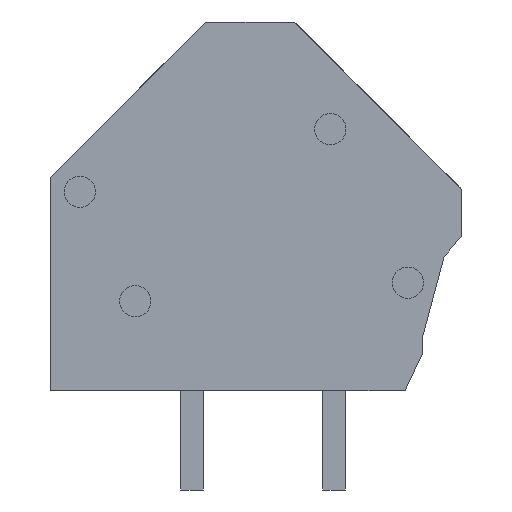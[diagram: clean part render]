
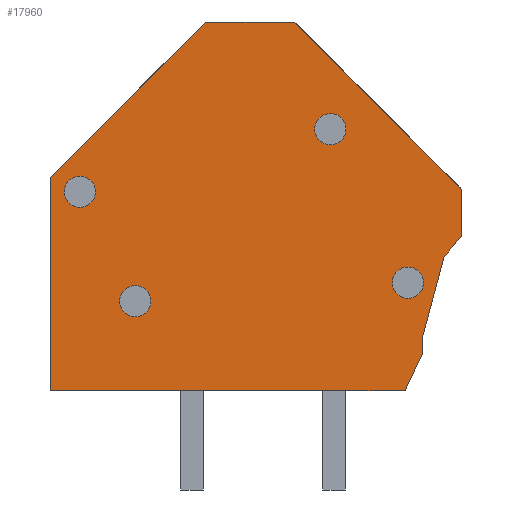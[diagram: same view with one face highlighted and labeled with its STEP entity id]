
A CAD part, left-side view. The second image highlights one B-rep face of the part: STEP entity #17960.
In plain terms, the highlighted planar face has unit normal (-1, 0, 0).
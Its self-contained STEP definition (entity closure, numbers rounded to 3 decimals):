
#17873=AXIS2_PLACEMENT_3D('Plane Axis2P3D',#17870,#17871,#17872) ;
#17890=AXIS2_PLACEMENT_3D('Circle Axis2P3D',#17888,#17889,$) ;
#17899=AXIS2_PLACEMENT_3D('Circle Axis2P3D',#17897,#17898,$) ;
#17908=AXIS2_PLACEMENT_3D('Circle Axis2P3D',#17906,#17907,$) ;
#17917=AXIS2_PLACEMENT_3D('Circle Axis2P3D',#17915,#17916,$) ;
#17926=AXIS2_PLACEMENT_3D('Circle Axis2P3D',#17924,#17925,$) ;
#17935=AXIS2_PLACEMENT_3D('Circle Axis2P3D',#17933,#17934,$) ;
#17944=AXIS2_PLACEMENT_3D('Circle Axis2P3D',#17942,#17943,$) ;
#17953=AXIS2_PLACEMENT_3D('Circle Axis2P3D',#17951,#17952,$) ;
#17545=CARTESIAN_POINT('Vertex',(0.7,2.,3.5)) ;
#17559=CARTESIAN_POINT('Vertex',(0.7,1.37,4.85)) ;
#17562=CARTESIAN_POINT('Line Origine',(0.7,1.685,4.175)) ;
#17590=CARTESIAN_POINT('Vertex',(0.7,1.37,5.45)) ;
#17593=CARTESIAN_POINT('Line Origine',(0.7,1.37,5.15)) ;
#17621=CARTESIAN_POINT('Vertex',(0.7,0.634,8.2)) ;
#17624=CARTESIAN_POINT('Line Origine',(0.7,1.002,6.825)) ;
#17652=CARTESIAN_POINT('Vertex',(0.7,0.,8.953)) ;
#17655=CARTESIAN_POINT('Line Origine',(0.7,0.317,8.577)) ;
#17683=CARTESIAN_POINT('Vertex',(0.7,0.,10.58)) ;
#17686=CARTESIAN_POINT('Line Origine',(0.7,0.,9.766)) ;
#17714=CARTESIAN_POINT('Vertex',(0.7,5.898,16.478)) ;
#17717=CARTESIAN_POINT('Line Origine',(0.7,2.949,13.529)) ;
#17745=CARTESIAN_POINT('Vertex',(0.7,9.022,16.478)) ;
#17748=CARTESIAN_POINT('Line Origine',(0.7,7.46,16.478)) ;
#17776=CARTESIAN_POINT('Vertex',(0.7,14.5,11.)) ;
#17779=CARTESIAN_POINT('Line Origine',(0.7,11.761,13.739)) ;
#17807=CARTESIAN_POINT('Vertex',(0.7,14.5,3.5)) ;
#17810=CARTESIAN_POINT('Line Origine',(0.7,14.5,7.25)) ;
#17838=CARTESIAN_POINT('Vertex',(0.7,12.7,3.5)) ;
#17841=CARTESIAN_POINT('Line Origine',(0.7,13.6,3.5)) ;
#17858=CARTESIAN_POINT('Line Origine',(0.7,7.35,3.5)) ;
#17870=CARTESIAN_POINT('Axis2P3D Location',(0.7,0.,0.)) ;
#17888=CARTESIAN_POINT('Axis2P3D Location',(0.7,13.45,10.5)) ;
#17892=CARTESIAN_POINT('Vertex',(0.7,12.9,10.5)) ;
#17894=CARTESIAN_POINT('Vertex',(0.7,14.,10.5)) ;
#17897=CARTESIAN_POINT('Axis2P3D Location',(0.7,13.45,10.5)) ;
#17906=CARTESIAN_POINT('Axis2P3D Location',(0.7,4.632,12.707)) ;
#17910=CARTESIAN_POINT('Vertex',(0.7,4.082,12.707)) ;
#17912=CARTESIAN_POINT('Vertex',(0.7,5.182,12.707)) ;
#17915=CARTESIAN_POINT('Axis2P3D Location',(0.7,4.632,12.707)) ;
#17924=CARTESIAN_POINT('Axis2P3D Location',(0.7,11.5,6.65)) ;
#17928=CARTESIAN_POINT('Vertex',(0.7,10.95,6.65)) ;
#17930=CARTESIAN_POINT('Vertex',(0.7,12.05,6.65)) ;
#17933=CARTESIAN_POINT('Axis2P3D Location',(0.7,11.5,6.65)) ;
#17942=CARTESIAN_POINT('Axis2P3D Location',(0.7,1.9,7.3)) ;
#17946=CARTESIAN_POINT('Vertex',(0.7,1.35,7.3)) ;
#17948=CARTESIAN_POINT('Vertex',(0.7,2.45,7.3)) ;
#17951=CARTESIAN_POINT('Axis2P3D Location',(0.7,1.9,7.3)) ;
#17563=DIRECTION('Vector Direction',(0.,-0.423,0.906)) ;
#17594=DIRECTION('Vector Direction',(0.,0.,1.)) ;
#17625=DIRECTION('Vector Direction',(0.,-0.259,0.966)) ;
#17656=DIRECTION('Vector Direction',(0.,-0.644,0.765)) ;
#17687=DIRECTION('Vector Direction',(0.,0.,-1.)) ;
#17718=DIRECTION('Vector Direction',(0.,0.707,0.707)) ;
#17749=DIRECTION('Vector Direction',(0.,-1.,0.)) ;
#17780=DIRECTION('Vector Direction',(0.,-0.707,0.707)) ;
#17811=DIRECTION('Vector Direction',(0.,0.,-1.)) ;
#17842=DIRECTION('Vector Direction',(0.,-1.,0.)) ;
#17859=DIRECTION('Vector Direction',(0.,-1.,0.)) ;
#17871=DIRECTION('Axis2P3D Direction',(-1.,0.,0.)) ;
#17872=DIRECTION('Axis2P3D XDirection',(0.,-1.,0.)) ;
#17889=DIRECTION('Axis2P3D Direction',(-1.,0.,0.)) ;
#17898=DIRECTION('Axis2P3D Direction',(-1.,0.,0.)) ;
#17907=DIRECTION('Axis2P3D Direction',(-1.,0.,0.)) ;
#17916=DIRECTION('Axis2P3D Direction',(-1.,0.,0.)) ;
#17925=DIRECTION('Axis2P3D Direction',(-1.,0.,0.)) ;
#17934=DIRECTION('Axis2P3D Direction',(-1.,0.,0.)) ;
#17943=DIRECTION('Axis2P3D Direction',(-1.,0.,0.)) ;
#17952=DIRECTION('Axis2P3D Direction',(-1.,0.,0.)) ;
#17564=VECTOR('Line Direction',#17563,1.) ;
#17595=VECTOR('Line Direction',#17594,1.) ;
#17626=VECTOR('Line Direction',#17625,1.) ;
#17657=VECTOR('Line Direction',#17656,1.) ;
#17688=VECTOR('Line Direction',#17687,1.) ;
#17719=VECTOR('Line Direction',#17718,1.) ;
#17750=VECTOR('Line Direction',#17749,1.) ;
#17781=VECTOR('Line Direction',#17780,1.) ;
#17812=VECTOR('Line Direction',#17811,1.) ;
#17843=VECTOR('Line Direction',#17842,1.) ;
#17860=VECTOR('Line Direction',#17859,1.) ;
#17876=ORIENTED_EDGE('',*,*,#17566,.T.) ;
#17877=ORIENTED_EDGE('',*,*,#17597,.T.) ;
#17878=ORIENTED_EDGE('',*,*,#17628,.T.) ;
#17879=ORIENTED_EDGE('',*,*,#17659,.T.) ;
#17880=ORIENTED_EDGE('',*,*,#17690,.T.) ;
#17881=ORIENTED_EDGE('',*,*,#17721,.T.) ;
#17882=ORIENTED_EDGE('',*,*,#17752,.T.) ;
#17883=ORIENTED_EDGE('',*,*,#17783,.T.) ;
#17884=ORIENTED_EDGE('',*,*,#17814,.T.) ;
#17885=ORIENTED_EDGE('',*,*,#17845,.T.) ;
#17886=ORIENTED_EDGE('',*,*,#17862,.T.) ;
#17903=ORIENTED_EDGE('',*,*,#17896,.F.) ;
#17904=ORIENTED_EDGE('',*,*,#17901,.F.) ;
#17921=ORIENTED_EDGE('',*,*,#17914,.F.) ;
#17922=ORIENTED_EDGE('',*,*,#17919,.F.) ;
#17939=ORIENTED_EDGE('',*,*,#17932,.F.) ;
#17940=ORIENTED_EDGE('',*,*,#17937,.F.) ;
#17957=ORIENTED_EDGE('',*,*,#17950,.F.) ;
#17958=ORIENTED_EDGE('',*,*,#17955,.F.) ;
#17905=FACE_BOUND('',#17902,.T.) ;
#17923=FACE_BOUND('',#17920,.T.) ;
#17941=FACE_BOUND('',#17938,.T.) ;
#17959=FACE_BOUND('',#17956,.T.) ;
#17960=ADVANCED_FACE('End plate_LMZF.1\\Hauptkoerper',(#17887,#17905,#17923,#17941,#17959),#17874,.T.) ;
#17891=CIRCLE('generated circle',#17890,0.55) ;
#17900=CIRCLE('generated circle',#17899,0.55) ;
#17909=CIRCLE('generated circle',#17908,0.55) ;
#17918=CIRCLE('generated circle',#17917,0.55) ;
#17927=CIRCLE('generated circle',#17926,0.55) ;
#17936=CIRCLE('generated circle',#17935,0.55) ;
#17945=CIRCLE('generated circle',#17944,0.55) ;
#17954=CIRCLE('generated circle',#17953,0.55) ;
#17566=EDGE_CURVE('',#17546,#17560,#17565,.T.) ;
#17597=EDGE_CURVE('',#17560,#17591,#17596,.T.) ;
#17628=EDGE_CURVE('',#17591,#17622,#17627,.T.) ;
#17659=EDGE_CURVE('',#17622,#17653,#17658,.T.) ;
#17690=EDGE_CURVE('',#17653,#17684,#17689,.F.) ;
#17721=EDGE_CURVE('',#17684,#17715,#17720,.T.) ;
#17752=EDGE_CURVE('',#17715,#17746,#17751,.F.) ;
#17783=EDGE_CURVE('',#17746,#17777,#17782,.F.) ;
#17814=EDGE_CURVE('',#17777,#17808,#17813,.T.) ;
#17845=EDGE_CURVE('',#17808,#17839,#17844,.T.) ;
#17862=EDGE_CURVE('',#17839,#17546,#17861,.T.) ;
#17896=EDGE_CURVE('',#17893,#17895,#17891,.T.) ;
#17901=EDGE_CURVE('',#17895,#17893,#17900,.T.) ;
#17914=EDGE_CURVE('',#17911,#17913,#17909,.T.) ;
#17919=EDGE_CURVE('',#17913,#17911,#17918,.T.) ;
#17932=EDGE_CURVE('',#17929,#17931,#17927,.T.) ;
#17937=EDGE_CURVE('',#17931,#17929,#17936,.T.) ;
#17950=EDGE_CURVE('',#17947,#17949,#17945,.T.) ;
#17955=EDGE_CURVE('',#17949,#17947,#17954,.T.) ;
#17875=EDGE_LOOP('',(#17876,#17877,#17878,#17879,#17880,#17881,#17882,#17883,#17884,#17885,#17886)) ;
#17902=EDGE_LOOP('',(#17903,#17904)) ;
#17920=EDGE_LOOP('',(#17921,#17922)) ;
#17938=EDGE_LOOP('',(#17939,#17940)) ;
#17956=EDGE_LOOP('',(#17957,#17958)) ;
#17887=FACE_OUTER_BOUND('',#17875,.T.) ;
#17565=LINE('Line',#17562,#17564) ;
#17596=LINE('Line',#17593,#17595) ;
#17627=LINE('Line',#17624,#17626) ;
#17658=LINE('Line',#17655,#17657) ;
#17689=LINE('Line',#17686,#17688) ;
#17720=LINE('Line',#17717,#17719) ;
#17751=LINE('Line',#17748,#17750) ;
#17782=LINE('Line',#17779,#17781) ;
#17813=LINE('Line',#17810,#17812) ;
#17844=LINE('Line',#17841,#17843) ;
#17861=LINE('Line',#17858,#17860) ;
#17874=PLANE('',#17873) ;
#17546=VERTEX_POINT('',#17545) ;
#17560=VERTEX_POINT('',#17559) ;
#17591=VERTEX_POINT('',#17590) ;
#17622=VERTEX_POINT('',#17621) ;
#17653=VERTEX_POINT('',#17652) ;
#17684=VERTEX_POINT('',#17683) ;
#17715=VERTEX_POINT('',#17714) ;
#17746=VERTEX_POINT('',#17745) ;
#17777=VERTEX_POINT('',#17776) ;
#17808=VERTEX_POINT('',#17807) ;
#17839=VERTEX_POINT('',#17838) ;
#17893=VERTEX_POINT('',#17892) ;
#17895=VERTEX_POINT('',#17894) ;
#17911=VERTEX_POINT('',#17910) ;
#17913=VERTEX_POINT('',#17912) ;
#17929=VERTEX_POINT('',#17928) ;
#17931=VERTEX_POINT('',#17930) ;
#17947=VERTEX_POINT('',#17946) ;
#17949=VERTEX_POINT('',#17948) ;
